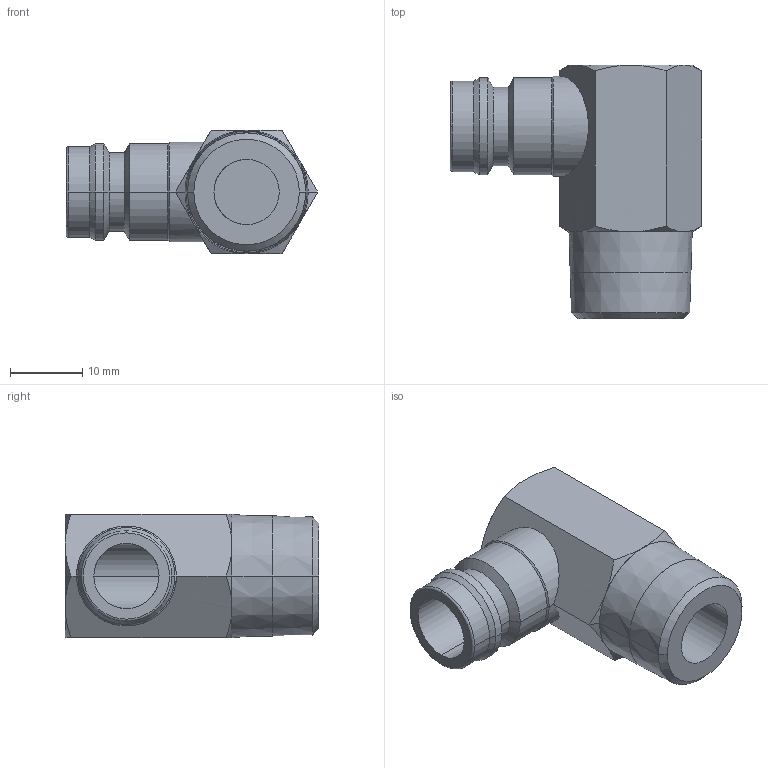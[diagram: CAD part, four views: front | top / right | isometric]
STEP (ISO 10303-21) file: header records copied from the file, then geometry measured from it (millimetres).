
FILE_DESCRIPTION(('STEP AP214'),'1');
FILE_NAME('esh_38_na-90.stp','2020-04-22T06:05:35',('TraceParts'),('TraceParts S.A.'),'Spatial InterOp 3D',' ',' ');
FILE_SCHEMA(('automotive_design'));
Length unit declared in the file: millimetre
Products named in the file (1): 1
Bounding box: 34.7 x 35 x 17.01 mm (x, y, z)
Volume: 7183.6 mm3; surface area: 4580.4 mm2
Topology: 1 solids, 1 shells, 60 faces, 135 edges, 79 vertices
Faces by surface type: cone 30, cylinder 16, plane 12, torus 2
Entity records: 2278 total; most frequent: CARTESIAN_POINT 471, DIRECTION 296, ORIENTED_EDGE 270, EDGE_CURVE 135, AXIS2_PLACEMENT_3D 128, VERTEX_POINT 79, CIRCLE 65, EDGE_LOOP 64
